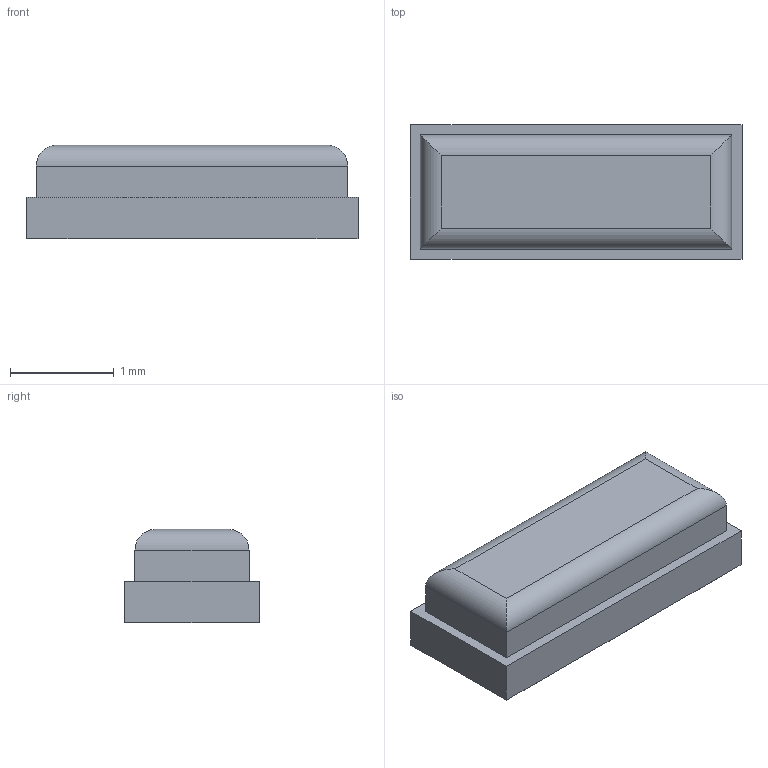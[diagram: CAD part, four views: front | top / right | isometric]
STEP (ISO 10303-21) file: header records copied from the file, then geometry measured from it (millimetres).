
FILE_DESCRIPTION(('FreeCAD Model'),'2;1');
FILE_NAME('Pad002.step', '2018-09-30T16:56:16',('kicad StepUp'),('ksu MCAD'), 'Open CASCADE STEP processor 6.8','FreeCAD','Unknown');
FILE_SCHEMA(('AUTOMOTIVE_DESIGN_CC2 { 1 2 10303 214 -1 1 5 4 }'));
Length unit declared in the file: millimetre
Products named in the file (1): Pad002
Bounding box: 3.2 x 1.3 x 0.9 mm (x, y, z)
Volume: 3.2 mm3; surface area: 15.3 mm2
Topology: 1 solids, 1 shells, 33 faces, 74 edges, 44 vertices
Faces by surface type: plane 29, cylinder 4
Entity records: 1129 total; most frequent: CARTESIAN_POINT 152, ORIENTED_EDGE 148, DIRECTION 146, EDGE_CURVE 74, LINE 70, VECTOR 70, VERTEX_POINT 44, AXIS2_PLACEMENT_3D 38
